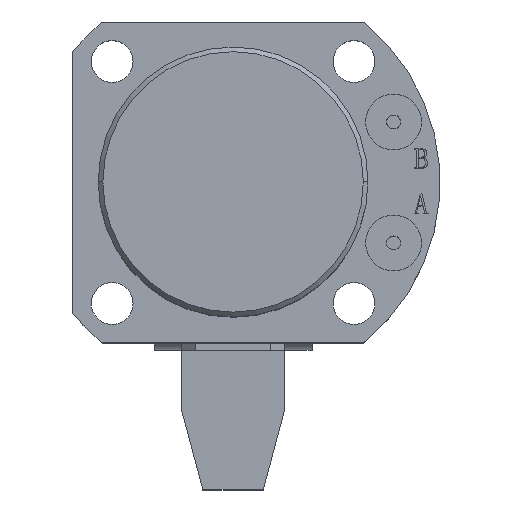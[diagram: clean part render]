
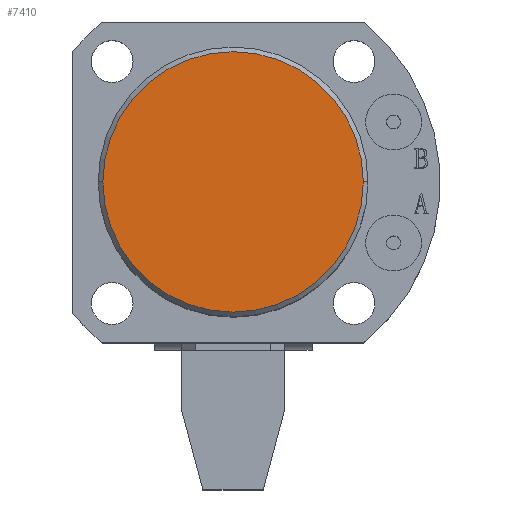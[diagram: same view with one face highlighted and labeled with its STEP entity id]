
A CAD part, top view. The second image highlights one B-rep face of the part: STEP entity #7410.
In plain terms, the highlighted planar face has unit normal (0, 0, 1).
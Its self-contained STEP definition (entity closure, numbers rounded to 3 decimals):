
#1336 = EDGE_CURVE ( 'NONE', #6488, #6490, #9861, .T. ) ;
#1823 = CARTESIAN_POINT ( 'NONE',  ( 0., 0., 90. ) ) ;
#1828 = PLANE ( 'NONE',  #6054 ) ;
#1831 = DIRECTION ( 'NONE',  ( 0., 0., 1. ) ) ;
#1832 = DIRECTION ( 'NONE',  ( 1., 0., 0. ) ) ;
#2603 = CARTESIAN_POINT ( 'NONE',  ( -28., 0., 90. ) ) ;
#2605 = CARTESIAN_POINT ( 'NONE',  ( 28., 0., 90. ) ) ;
#3389 = EDGE_CURVE ( 'NONE', #6490, #6488, #8457, .T. ) ;
#4511 = ORIENTED_EDGE ( 'NONE', *, *, #1336, .T. ) ;
#4512 = ORIENTED_EDGE ( 'NONE', *, *, #3389, .T. ) ;
#5039 = AXIS2_PLACEMENT_3D ( 'NONE', #8928, #8925, #8920 ) ;
#5156 = AXIS2_PLACEMENT_3D ( 'NONE', #7227, #7228, #7229 ) ;
#6054 = AXIS2_PLACEMENT_3D ( 'NONE', #1823, #1831, #1832 ) ;
#6488 = VERTEX_POINT ( 'NONE', #2603 ) ;
#6490 = VERTEX_POINT ( 'NONE', #2605 ) ;
#7227 = CARTESIAN_POINT ( 'NONE',  ( 0., 0., 90. ) ) ;
#7228 = DIRECTION ( 'NONE',  ( 0., 0., 1. ) ) ;
#7229 = DIRECTION ( 'NONE',  ( 1., 0., 0. ) ) ;
#7410 = ADVANCED_FACE ( 'NONE', ( #8818 ), #1828, .T. ) ;
#8228 = EDGE_LOOP ( 'NONE', ( #4511, #4512 ) ) ;
#8457 = CIRCLE ( 'NONE', #5156, 28. ) ;
#8818 = FACE_OUTER_BOUND ( 'NONE', #8228, .T. ) ;
#8920 = DIRECTION ( 'NONE',  ( 1., 0., 0. ) ) ;
#8925 = DIRECTION ( 'NONE',  ( 0., 0., 1. ) ) ;
#8928 = CARTESIAN_POINT ( 'NONE',  ( 0., 0., 90. ) ) ;
#9861 = CIRCLE ( 'NONE', #5039, 28. ) ;
